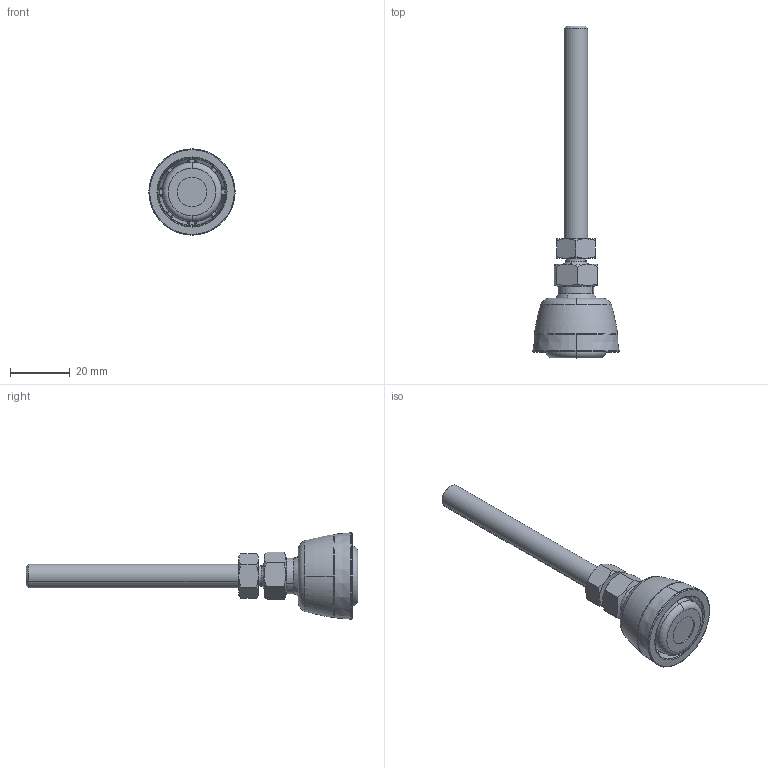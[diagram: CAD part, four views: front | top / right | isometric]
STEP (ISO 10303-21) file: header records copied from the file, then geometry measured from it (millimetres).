
FILE_DESCRIPTION (( 'STEP AP203' ), '1' );
FILE_NAME ('A60.00.30.02 Nylon swivel feet 30 - M8 x 80.STEP', '2018-09-27T20:14:38', ( '' ), ( '' ), 'SwSTEP 2.0', 'SolidWorks 2015', '' );
FILE_SCHEMA (( 'CONFIG_CONTROL_DESIGN' ));
Length unit declared in the file: inch
Products named in the file (2): A60.00.30.02 Nylon swivel feet 30 - M8 x 80
Bounding box: 29 x 111.5 x 29 mm (x, y, z)
Volume: 15685.6 mm3; surface area: 8822.5 mm2
Topology: 4 solids, 4 shells, 501 faces, 1215 edges, 717 vertices
Faces by surface type: bspline 233, torus 68, plane 62, cone 62, cylinder 60, sphere 16
Entity records: 22841 total; most frequent: CARTESIAN_POINT 13043, ORIENTED_EDGE 2394, DIRECTION 1549, EDGE_CURVE 1197, VERTEX_POINT 713, AXIS2_PLACEMENT_3D 706, B_SPLINE_CURVE_WITH_KNOTS 573, EDGE_LOOP 512
